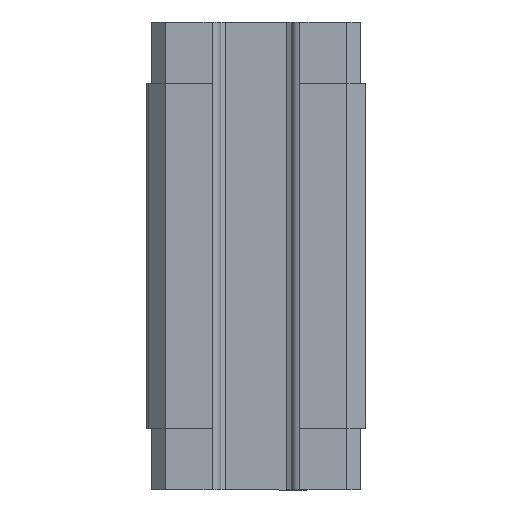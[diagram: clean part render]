
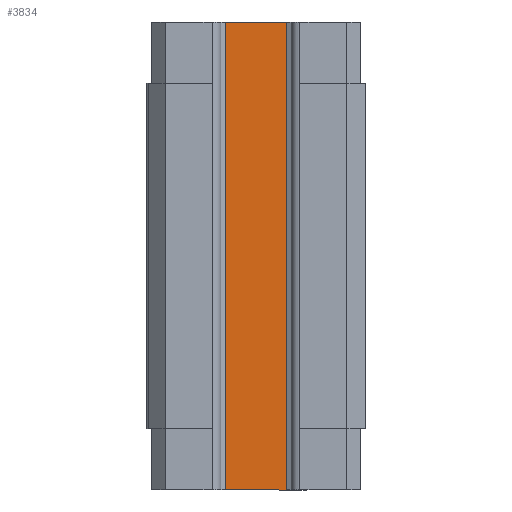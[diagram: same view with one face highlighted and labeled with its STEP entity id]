
A CAD part, front view. The second image highlights one B-rep face of the part: STEP entity #3834.
In plain terms, the highlighted planar face has unit normal (0, -1, 0).
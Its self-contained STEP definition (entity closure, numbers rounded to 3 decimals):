
#27 = AXIS2_PLACEMENT_3D ( 'NONE', #9548, #9551, #9552 ) ;
#810 = VERTEX_POINT ( 'NONE', #5779 ) ;
#812 = VERTEX_POINT ( 'NONE', #5781 ) ;
#813 = VERTEX_POINT ( 'NONE', #5782 ) ;
#815 = VERTEX_POINT ( 'NONE', #5784 ) ;
#1986 = EDGE_CURVE ( 'NONE', #813, #810, #8480, .T. ) ;
#2005 = EDGE_CURVE ( 'NONE', #812, #815, #8513, .T. ) ;
#2043 = EDGE_CURVE ( 'NONE', #815, #813, #8587, .T. ) ;
#2044 = EDGE_CURVE ( 'NONE', #812, #810, #8592, .T. ) ;
#2582 = EDGE_LOOP ( 'NONE', ( #4081, #4082, #4083, #4084 ) ) ;
#3834 = ADVANCED_FACE ( 'NONE', ( #8872 ), #9549, .F. ) ;
#4081 = ORIENTED_EDGE ( 'NONE', *, *, #2044, .T. ) ;
#4082 = ORIENTED_EDGE ( 'NONE', *, *, #1986, .F. ) ;
#4083 = ORIENTED_EDGE ( 'NONE', *, *, #2043, .F. ) ;
#4084 = ORIENTED_EDGE ( 'NONE', *, *, #2005, .F. ) ;
#5779 = CARTESIAN_POINT ( 'NONE',  ( 7.136, -7.5, -36.3 ) ) ;
#5781 = CARTESIAN_POINT ( 'NONE',  ( -7.136, -7.5, -36.3 ) ) ;
#5782 = CARTESIAN_POINT ( 'NONE',  ( 7.136, -7.5, 36.3 ) ) ;
#5784 = CARTESIAN_POINT ( 'NONE',  ( -7.136, -7.5, 36.3 ) ) ;
#8480 = LINE ( 'NONE', #8991, #8490 ) ;
#8490 = VECTOR ( 'NONE', #9003, 1000. ) ;
#8513 = LINE ( 'NONE', #9041, #8528 ) ;
#8528 = VECTOR ( 'NONE', #9042, 1000. ) ;
#8584 = VECTOR ( 'NONE', #9130, 1000. ) ;
#8587 = LINE ( 'NONE', #9129, #8584 ) ;
#8592 = LINE ( 'NONE', #9131, #8593 ) ;
#8593 = VECTOR ( 'NONE', #9132, 1000. ) ;
#8872 = FACE_OUTER_BOUND ( 'NONE', #2582, .T. ) ;
#8991 = CARTESIAN_POINT ( 'NONE',  ( 7.136, -7.5, 43.56 ) ) ;
#9003 = DIRECTION ( 'NONE',  ( 0., 0., -1. ) ) ;
#9041 = CARTESIAN_POINT ( 'NONE',  ( -7.136, -7.5, 43.56 ) ) ;
#9042 = DIRECTION ( 'NONE',  ( 0., 0., 1. ) ) ;
#9129 = CARTESIAN_POINT ( 'NONE',  ( 0., -7.5, 36.3 ) ) ;
#9130 = DIRECTION ( 'NONE',  ( 1., 0., 0. ) ) ;
#9131 = CARTESIAN_POINT ( 'NONE',  ( 0., -7.5, -36.3 ) ) ;
#9132 = DIRECTION ( 'NONE',  ( 1., 0., 0. ) ) ;
#9548 = CARTESIAN_POINT ( 'NONE',  ( 7.136, -7.5, 43.56 ) ) ;
#9549 = PLANE ( 'NONE',  #27 ) ;
#9551 = DIRECTION ( 'NONE',  ( 0., 1., 0. ) ) ;
#9552 = DIRECTION ( 'NONE',  ( 0., 0., 1. ) ) ;
